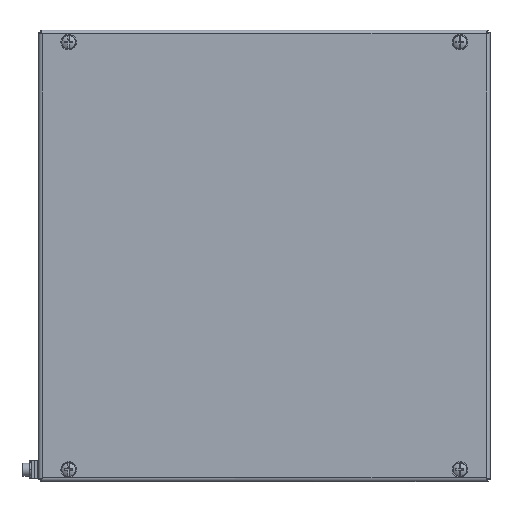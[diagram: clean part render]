
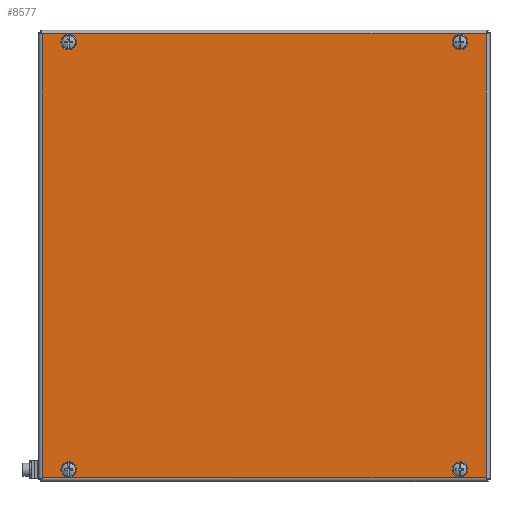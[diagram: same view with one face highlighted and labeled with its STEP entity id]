
A CAD part, top view. The second image highlights one B-rep face of the part: STEP entity #8577.
In plain terms, the highlighted face is planar.
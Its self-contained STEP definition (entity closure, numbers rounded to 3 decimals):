
#726=LINE('',#18507,#1329);
#727=LINE('',#18509,#1330);
#728=LINE('',#18511,#1331);
#729=LINE('',#18512,#1332);
#1329=VECTOR('',#11350,1000.);
#1330=VECTOR('',#11351,1000.);
#1331=VECTOR('',#11352,1000.);
#1332=VECTOR('',#11353,1000.);
#1620=PLANE('',#9370);
#2111=FACE_BOUND('',#3243,.T.);
#2112=FACE_BOUND('',#3244,.T.);
#2113=FACE_BOUND('',#3245,.T.);
#2114=FACE_BOUND('',#3246,.T.);
#2569=FACE_OUTER_BOUND('',#3242,.T.);
#3242=EDGE_LOOP('',(#7403,#7404,#7405,#7406));
#3243=EDGE_LOOP('',(#7407));
#3244=EDGE_LOOP('',(#7408));
#3245=EDGE_LOOP('',(#7409));
#3246=EDGE_LOOP('',(#7410));
#3696=CIRCLE('',#9359,4.);
#3698=CIRCLE('',#9362,4.);
#3700=CIRCLE('',#9365,4.);
#3702=CIRCLE('',#9368,4.);
#4320=VERTEX_POINT('',#18478);
#4322=VERTEX_POINT('',#18483);
#4324=VERTEX_POINT('',#18488);
#4326=VERTEX_POINT('',#18493);
#4331=VERTEX_POINT('',#18505);
#4332=VERTEX_POINT('',#18506);
#4333=VERTEX_POINT('',#18508);
#4334=VERTEX_POINT('',#18510);
#5380=EDGE_CURVE('',#4320,#4320,#3696,.T.);
#5382=EDGE_CURVE('',#4322,#4322,#3698,.T.);
#5384=EDGE_CURVE('',#4324,#4324,#3700,.T.);
#5386=EDGE_CURVE('',#4326,#4326,#3702,.T.);
#5391=EDGE_CURVE('',#4331,#4332,#726,.T.);
#5392=EDGE_CURVE('',#4332,#4333,#727,.T.);
#5393=EDGE_CURVE('',#4333,#4334,#728,.T.);
#5394=EDGE_CURVE('',#4334,#4331,#729,.T.);
#7403=ORIENTED_EDGE('',*,*,#5391,.T.);
#7404=ORIENTED_EDGE('',*,*,#5392,.T.);
#7405=ORIENTED_EDGE('',*,*,#5393,.T.);
#7406=ORIENTED_EDGE('',*,*,#5394,.T.);
#7407=ORIENTED_EDGE('',*,*,#5380,.F.);
#7408=ORIENTED_EDGE('',*,*,#5382,.F.);
#7409=ORIENTED_EDGE('',*,*,#5384,.F.);
#7410=ORIENTED_EDGE('',*,*,#5386,.F.);
#8577=ADVANCED_FACE('',(#2569,#2111,#2112,#2113,#2114),#1620,.F.);
#9359=AXIS2_PLACEMENT_3D('',#18479,#11322,#11323);
#9362=AXIS2_PLACEMENT_3D('',#18484,#11328,#11329);
#9365=AXIS2_PLACEMENT_3D('',#18489,#11334,#11335);
#9368=AXIS2_PLACEMENT_3D('',#18494,#11340,#11341);
#9370=AXIS2_PLACEMENT_3D('',#18504,#11348,#11349);
#11322=DIRECTION('center_axis',(0.,0.,-1.));
#11323=DIRECTION('ref_axis',(1.,0.,0.));
#11328=DIRECTION('center_axis',(0.,0.,-1.));
#11329=DIRECTION('ref_axis',(-1.,0.,0.));
#11334=DIRECTION('center_axis',(0.,0.,-1.));
#11335=DIRECTION('ref_axis',(1.,0.,0.));
#11340=DIRECTION('center_axis',(0.,0.,-1.));
#11341=DIRECTION('ref_axis',(-1.,0.,0.));
#11348=DIRECTION('center_axis',(0.,0.,1.));
#11349=DIRECTION('ref_axis',(1.,0.,0.));
#11350=DIRECTION('',(-1.,0.,0.));
#11351=DIRECTION('',(0.,1.,0.));
#11352=DIRECTION('',(1.,0.,0.));
#11353=DIRECTION('',(0.,-1.,0.));
#18478=CARTESIAN_POINT('',(126.,-142.,0.));
#18479=CARTESIAN_POINT('Origin',(130.,-142.,0.));
#18483=CARTESIAN_POINT('',(-134.,-142.,0.));
#18484=CARTESIAN_POINT('Origin',(-130.,-142.,0.));
#18488=CARTESIAN_POINT('',(-134.,142.,0.));
#18489=CARTESIAN_POINT('Origin',(-130.,142.,0.));
#18493=CARTESIAN_POINT('',(126.,142.,0.));
#18494=CARTESIAN_POINT('Origin',(130.,142.,0.));
#18504=CARTESIAN_POINT('Origin',(-150.,150.,0.));
#18505=CARTESIAN_POINT('',(147.5,-147.5,0.));
#18506=CARTESIAN_POINT('',(-147.5,-147.5,0.));
#18507=CARTESIAN_POINT('',(148.743,-147.5,0.));
#18508=CARTESIAN_POINT('',(-147.5,147.5,0.));
#18509=CARTESIAN_POINT('',(-147.5,-148.743,0.));
#18510=CARTESIAN_POINT('',(147.5,147.5,0.));
#18511=CARTESIAN_POINT('',(-148.743,147.5,0.));
#18512=CARTESIAN_POINT('',(147.5,148.743,0.));
